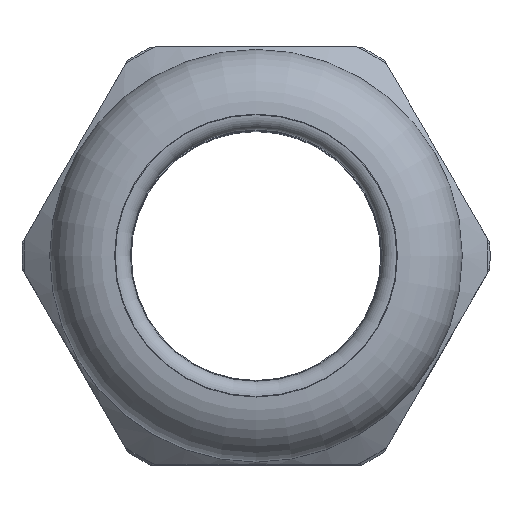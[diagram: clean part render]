
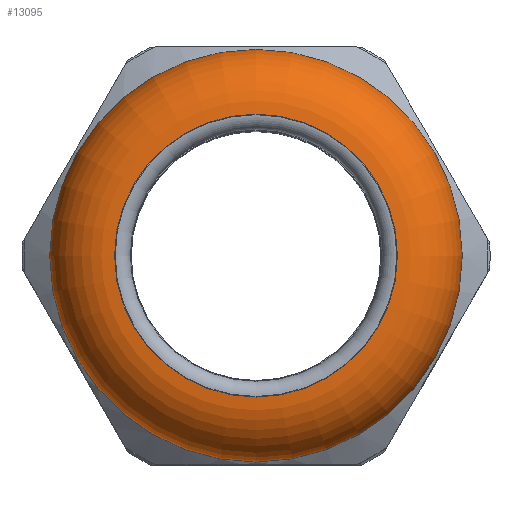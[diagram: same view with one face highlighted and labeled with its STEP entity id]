
A CAD part, top view. The second image highlights one B-rep face of the part: STEP entity #13095.
In plain terms, the highlighted toroidal (fillet/blend) face has major radius 14.157 mm and minor radius 6.5 mm.
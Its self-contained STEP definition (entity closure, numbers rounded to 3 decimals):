
#13087=TOROIDAL_SURFACE('',#24525,14.157,6.5);
#13095=ADVANCED_FACE('',(#14009,#14010),#13087,.T.);
#14009=FACE_BOUND('',#14057,.T.);
#14010=FACE_BOUND('',#14058,.T.);
#14057=EDGE_LOOP('',(#14986));
#14058=EDGE_LOOP('',(#14987));
#14986=ORIENTED_EDGE('',*,*,#21888,.F.);
#14987=ORIENTED_EDGE('',*,*,#21884,.T.);
#20157=VERTEX_POINT('',#29914);
#20161=VERTEX_POINT('',#29925);
#21884=EDGE_CURVE('',#20157,#20157,#24467,.T.);
#21888=EDGE_CURVE('',#20161,#20161,#24471,.T.);
#24467=CIRCLE('',#24517,20.65);
#24471=CIRCLE('',#24524,14.157);
#24517=AXIS2_PLACEMENT_3D('',#29913,#25470,#25471);
#24524=AXIS2_PLACEMENT_3D('',#29924,#25484,#25485);
#24525=AXIS2_PLACEMENT_3D('',#29926,#25486,#25487);
#25470=DIRECTION('',(0.,0.,1.));
#25471=DIRECTION('',(-0.866,0.5,0.));
#25484=DIRECTION('',(0.,0.,1.));
#25485=DIRECTION('',(-0.866,0.5,0.));
#25486=DIRECTION('',(0.,0.,1.));
#25487=DIRECTION('',(0.866,-0.5,0.));
#29913=CARTESIAN_POINT('',(0.,0.,33.424));
#29914=CARTESIAN_POINT('',(-17.883,10.325,33.424));
#29924=CARTESIAN_POINT('',(0.,0.,39.624));
#29925=CARTESIAN_POINT('',(-12.26,7.078,39.624));
#29926=CARTESIAN_POINT('',(0.,0.,33.124));
